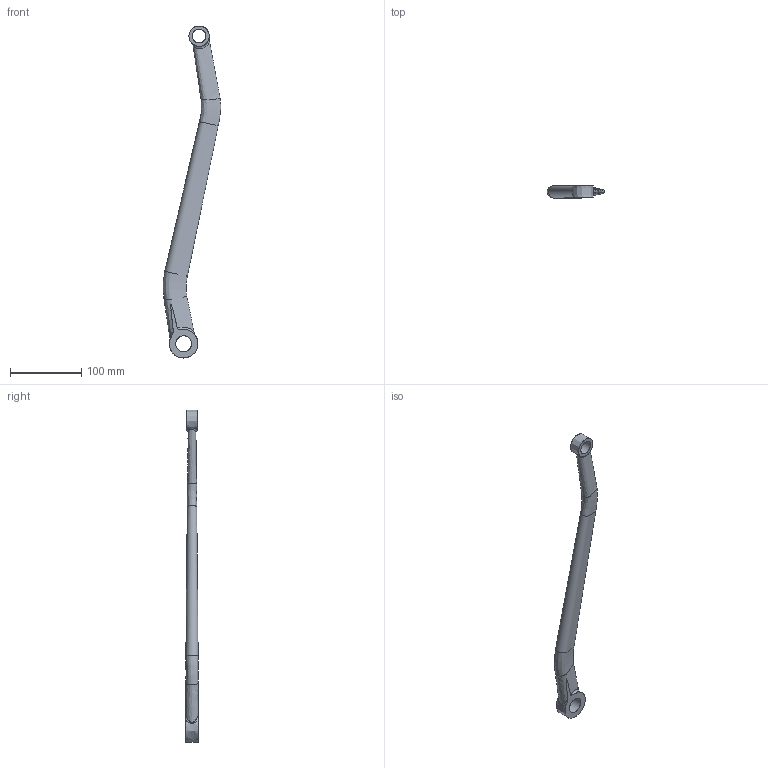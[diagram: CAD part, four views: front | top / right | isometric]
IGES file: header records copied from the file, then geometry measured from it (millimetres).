
Global section: file name: PitchArm_7-2.igs; native system: Unigraphics Version X V2.0; preprocessor: Unigraphics NX IGES V2.0; date: 20070914.132751; units: inch
Bounding box: 80.85 x 17.46 x 466.62 mm (x, y, z)
Surface area: 36928.1 mm2 (no closed solid volume)
Topology: 0 solids, 0 shells, 17 faces, 672 edges, 664 vertices
Faces by surface type: bspline 8, revolution 5, extrusion 4
